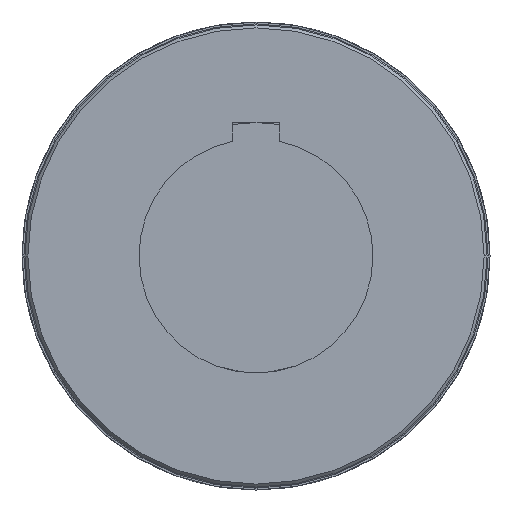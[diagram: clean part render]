
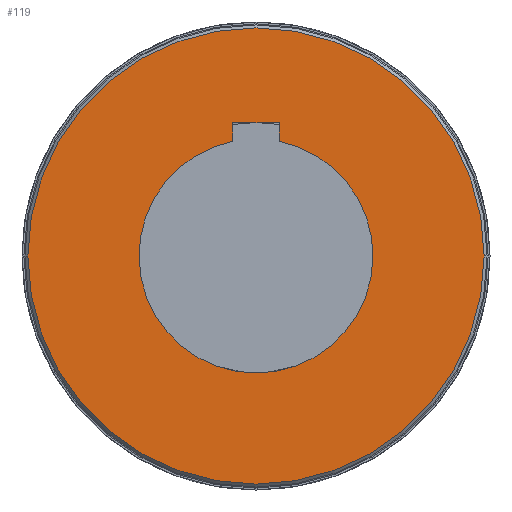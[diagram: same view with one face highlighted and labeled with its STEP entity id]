
A CAD part, left-side view. The second image highlights one B-rep face of the part: STEP entity #119.
In plain terms, the highlighted planar face has unit normal (-1, 0, 0).
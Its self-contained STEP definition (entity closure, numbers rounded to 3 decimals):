
#119=ADVANCED_FACE('',(#229,#230),#231,.T.);
#229=FACE_BOUND('',#383,.T.);
#230=FACE_OUTER_BOUND('',#384,.T.);
#231=PLANE('',#385);
#383=EDGE_LOOP('',(#777,#778,#779,#780,#781));
#384=EDGE_LOOP('',(#782,#783));
#385=AXIS2_PLACEMENT_3D('',#784,#785,#786);
#777=ORIENTED_EDGE('',*,*,#1206,.T.);
#778=ORIENTED_EDGE('',*,*,#1210,.T.);
#779=ORIENTED_EDGE('',*,*,#1190,.T.);
#780=ORIENTED_EDGE('',*,*,#1200,.T.);
#781=ORIENTED_EDGE('',*,*,#1203,.T.);
#782=ORIENTED_EDGE('',*,*,#1181,.F.);
#783=ORIENTED_EDGE('',*,*,#1221,.F.);
#784=CARTESIAN_POINT('',(-105.0,39.0,0.0));
#785=DIRECTION('',(-1.0,0.0,0.0));
#786=DIRECTION('',(0.0,-1.0,0.0));
#1181=EDGE_CURVE('',#1450,#1453,#1454,.T.);
#1190=EDGE_CURVE('',#1469,#1467,#1470,.T.);
#1200=EDGE_CURVE('',#1467,#1485,#1486,.T.);
#1203=EDGE_CURVE('',#1485,#1489,#1490,.T.);
#1206=EDGE_CURVE('',#1489,#1494,#1495,.T.);
#1210=EDGE_CURVE('',#1494,#1469,#1501,.T.);
#1221=EDGE_CURVE('',#1453,#1450,#1516,.T.);
#1450=VERTEX_POINT('',#2231);
#1453=VERTEX_POINT('',#2235);
#1454=CIRCLE('',#2236,78.0);
#1467=VERTEX_POINT('',#2253);
#1469=VERTEX_POINT('',#2256);
#1470=CIRCLE('',#2257,40.0);
#1485=VERTEX_POINT('',#2409);
#1486=LINE('',#2410,#2411);
#1489=VERTEX_POINT('',#2416);
#1490=LINE('',#2417,#2418);
#1494=VERTEX_POINT('',#2423);
#1495=LINE('',#2424,#2425);
#1501=CIRCLE('',#2433,40.0);
#1516=CIRCLE('',#2452,78.0);
#2231=CARTESIAN_POINT('',(-105.0,78.0,0.0));
#2235=CARTESIAN_POINT('',(-105.0,-78.0,0.));
#2236=AXIS2_PLACEMENT_3D('',#3133,#3134,#3135);
#2253=CARTESIAN_POINT('',(-105.0,8.0,39.192));
#2256=CARTESIAN_POINT('',(-105.0,0.,-40.0));
#2257=AXIS2_PLACEMENT_3D('',#3150,#3151,#3152);
#2409=CARTESIAN_POINT('',(-105.0,8.0,45.6));
#2410=CARTESIAN_POINT('',(-105.0,8.0,11.4));
#2411=VECTOR('',#3156,1.0);
#2416=CARTESIAN_POINT('',(-105.0,-8.0,45.6));
#2417=CARTESIAN_POINT('',(-105.0,19.5,45.6));
#2418=VECTOR('',#3159,1.0);
#2423=CARTESIAN_POINT('',(-105.0,-8.0,39.192));
#2424=CARTESIAN_POINT('',(-105.0,-8.0,11.4));
#2425=VECTOR('',#3164,1.0);
#2433=AXIS2_PLACEMENT_3D('',#3170,#3171,#3172);
#2452=AXIS2_PLACEMENT_3D('',#3195,#3196,#3197);
#3133=CARTESIAN_POINT('',(-105.0,0.0,0.0));
#3134=DIRECTION('',(1.0,0.0,0.0));
#3135=DIRECTION('',(0.0,1.0,0.0));
#3150=CARTESIAN_POINT('',(-105.0,0.0,0.0));
#3151=DIRECTION('',(1.0,0.0,0.0));
#3152=DIRECTION('',(0.0,0.0,-1.0));
#3156=DIRECTION('',(0.0,-0.0,1.0));
#3159=DIRECTION('',(0.0,-1.0,0.0));
#3164=DIRECTION('',(0.0,0.0,-1.0));
#3170=CARTESIAN_POINT('',(-105.0,0.0,0.0));
#3171=DIRECTION('',(1.0,0.0,0.0));
#3172=DIRECTION('',(0.0,0.0,-1.0));
#3195=CARTESIAN_POINT('',(-105.0,0.0,0.0));
#3196=DIRECTION('',(1.0,0.0,0.0));
#3197=DIRECTION('',(0.0,1.0,0.0));
